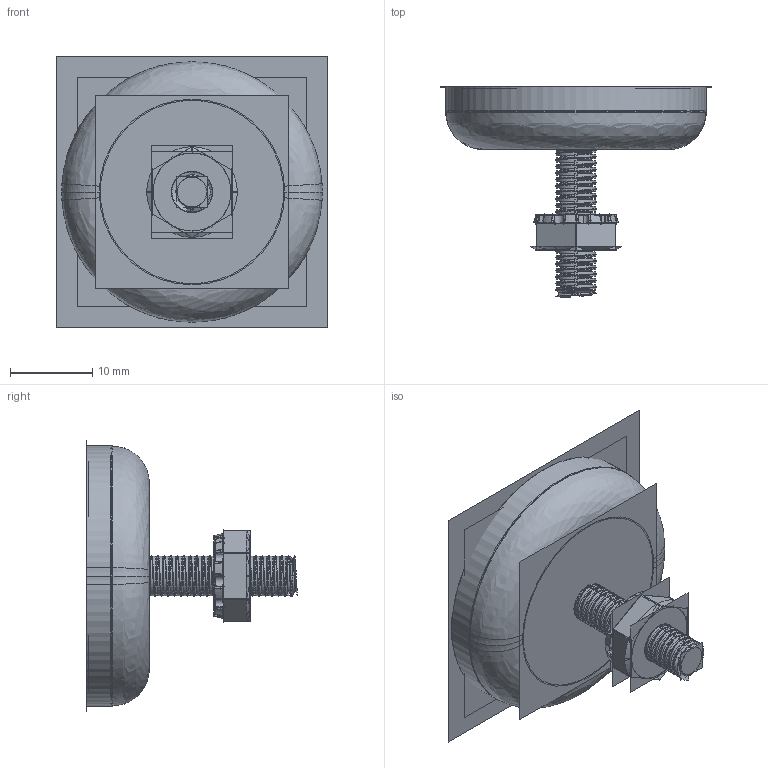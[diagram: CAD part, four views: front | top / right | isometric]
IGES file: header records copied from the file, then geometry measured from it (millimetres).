
Start section:  PTC IGES file: 216994.igs
Global section: file name: 216994.igs; native system: Creo Parametric by PTC Inc.; preprocessor: 2019292; author: PDMAdmin; organization: Unknown; date: 20200413.101417; units: millimetre
Bounding box: 33.02 x 25.74 x 33.02 mm (x, y, z)
Volume: 5395 mm3; surface area: 19171.8 mm2
Topology: 1 solids, 3 shells, 490 faces, 3530 edges, 5135 vertices
Faces by surface type: revolution 334, bspline 156
